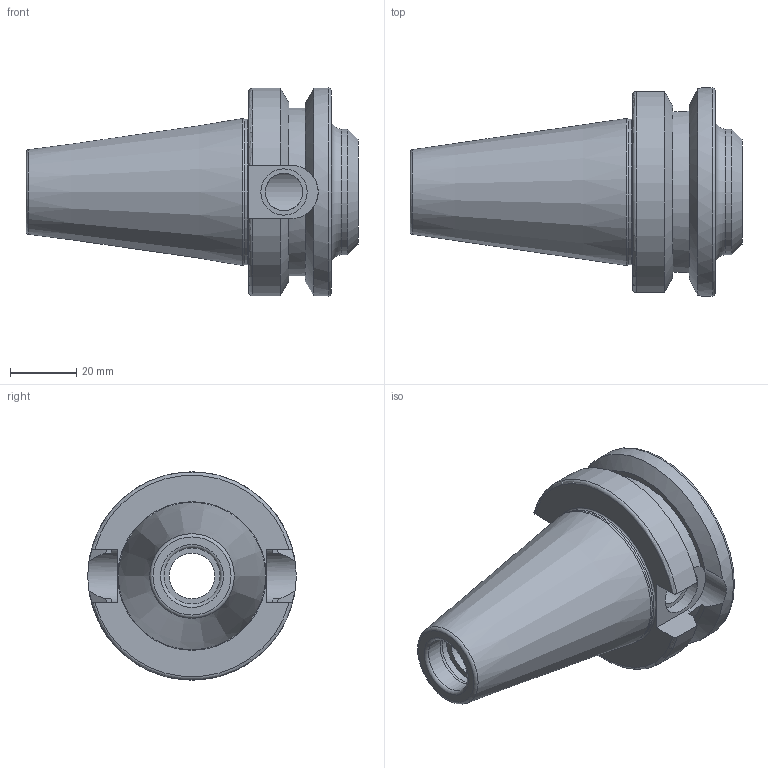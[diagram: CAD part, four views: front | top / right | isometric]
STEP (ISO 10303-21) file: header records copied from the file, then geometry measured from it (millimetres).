
FILE_DESCRIPTION(/* description */ (''),/* implementation_level */ '2;1');
FILE_NAME(/* name */ 'AH208B25 BT40-EMH15.875-35.05.stp',/* time_stamp */ '2022-10-05T14:49:48+09:00',/* author */ ('YSH'),/* organization */ (''),/* preprocessor_version */ 'ST-DEVELOPER v18.1',/* originating_system */ 'Autodesk Inventor 2022',/* authorisation */ '');
FILE_SCHEMA (('AUTOMOTIVE_DESIGN { 1 0 10303 214 3 1 1 }'));
Length unit declared in the file: millimetre
Products named in the file (1): LO-BT40-EMH15.875-35.05
Bounding box: 100.45 x 63 x 63 mm (x, y, z)
Volume: 120701.1 mm3; surface area: 24657.1 mm2
Topology: 1 solids, 1 shells, 54 faces, 128 edges, 84 vertices
Faces by surface type: plane 20, cylinder 17, cone 9, torus 8
Full cylindrical faces by diameter (mm): 11.328 x1, 13.835 x1, 14 x2, 15.875 x1, 17 x1, 17.075 x1, 17.6 x1, 38.1 x1, 44 x1, 63 x1
Entity records: 1723 total; most frequent: CARTESIAN_POINT 404, DIRECTION 278, ORIENTED_EDGE 256, EDGE_CURVE 128, AXIS2_PLACEMENT_3D 116, VERTEX_POINT 84, EDGE_LOOP 66, CIRCLE 61
